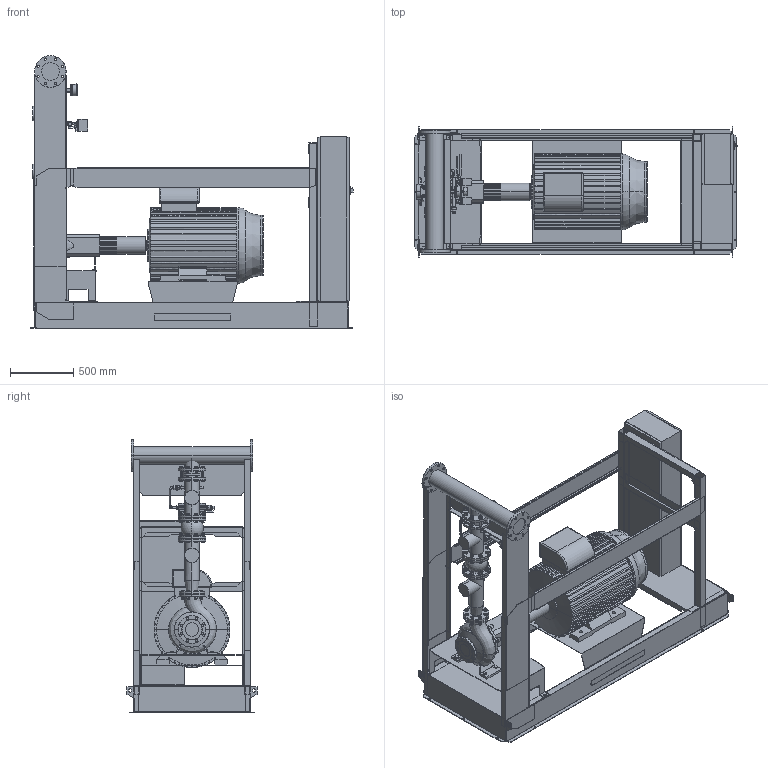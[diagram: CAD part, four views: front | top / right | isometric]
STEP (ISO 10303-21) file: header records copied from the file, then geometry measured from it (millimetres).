
FILE_DESCRIPTION((''),'2;1');
FILE_NAME('3d_Sifire-EN-80_250-243-75E-4183693.stp','2015-05-26T07:26:32',(''),(''),'Mechanical Desktop 2009','Mechanical Desktop 2009',', , ');
FILE_SCHEMA(('CONFIG_CONTROL_DESIGN'));
Length unit declared in the file: millimetre
Products named in the file (1): Product
Bounding box: 2544.5 x 1026 x 2152 mm (x, y, z)
Volume: 472867743.7 mm3; surface area: 27911968 mm2
Topology: 144 solids, 144 shells, 3442 faces, 8336 edges, 5251 vertices
Faces by surface type: plane 1266, bspline 1027, cylinder 657, cone 428, torus 56, sphere 8
Full cylindrical faces by diameter (mm): 277 x1
Entity records: 109696 total; most frequent: CARTESIAN_POINT 34511, ORIENTED_EDGE 16660, DIRECTION 14218, EDGE_CURVE 8330, VERTEX_POINT 5250, AXIS2_PLACEMENT_3D 4992, VECTOR 4234, LINE 4234
